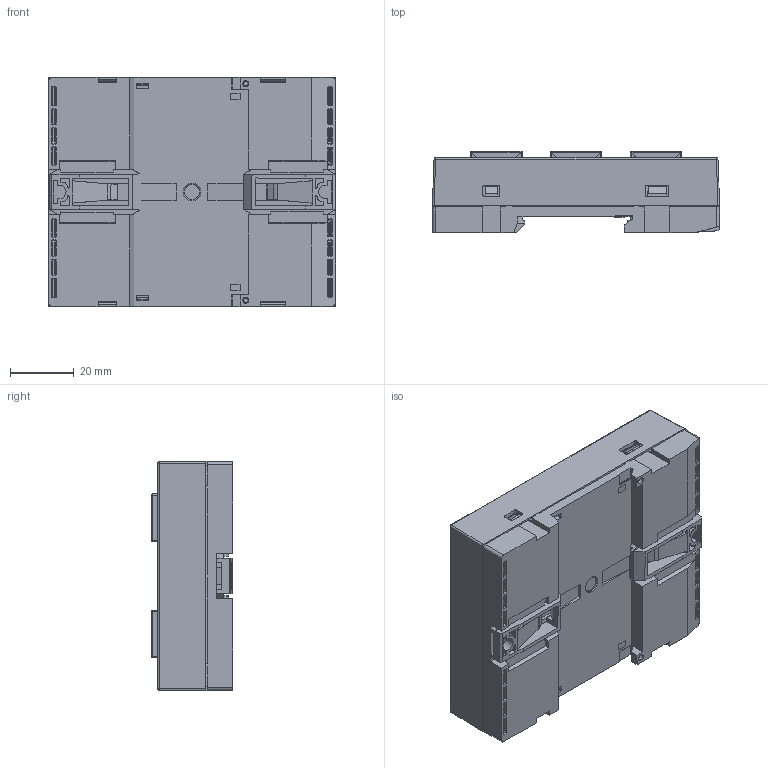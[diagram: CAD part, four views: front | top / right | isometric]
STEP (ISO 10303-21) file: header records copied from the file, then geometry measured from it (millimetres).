
FILE_DESCRIPTION(/* description */ (''),/* implementation_level */ '2;1');
FILE_NAME(/* name */ 'FILE_STP_CAD_DRAWING_3D_EXS4000_prt.stp',/* time_stamp */ '2022-02-03T14:44:30+01:00',/* author */ (''),/* organization */ (''),/* preprocessor_version */ 'ST-DEVELOPER v16.7',/* originating_system */ 'SIEMENS PLM Software NX 12.0',/* authorisation */ '');
FILE_SCHEMA (('AUTOMOTIVE_DESIGN { 1 0 10303 214 3 1 1 1 }'));
Products named in the file (1): 3D_EXS4000
Bounding box: 90.01 x 25.51 x 71.81 mm (x, y, z)
Surface area: 50678.3 mm2 (no closed solid volume)
Topology: 0 solids, 307 shells, 1390 faces, 6068 edges, 4869 vertices
Faces by surface type: plane 937, cylinder 384, sphere 35, bspline 23, torus 7, cone 4
Entity records: 63689 total; most frequent: CARTESIAN_POINT 13087, DIRECTION 9670, ORIENTED_EDGE 8194, EDGE_CURVE 6023, LINE 4876, VECTOR 4876, VERTEX_POINT 4865, AXIS2_PLACEMENT_3D 2397
